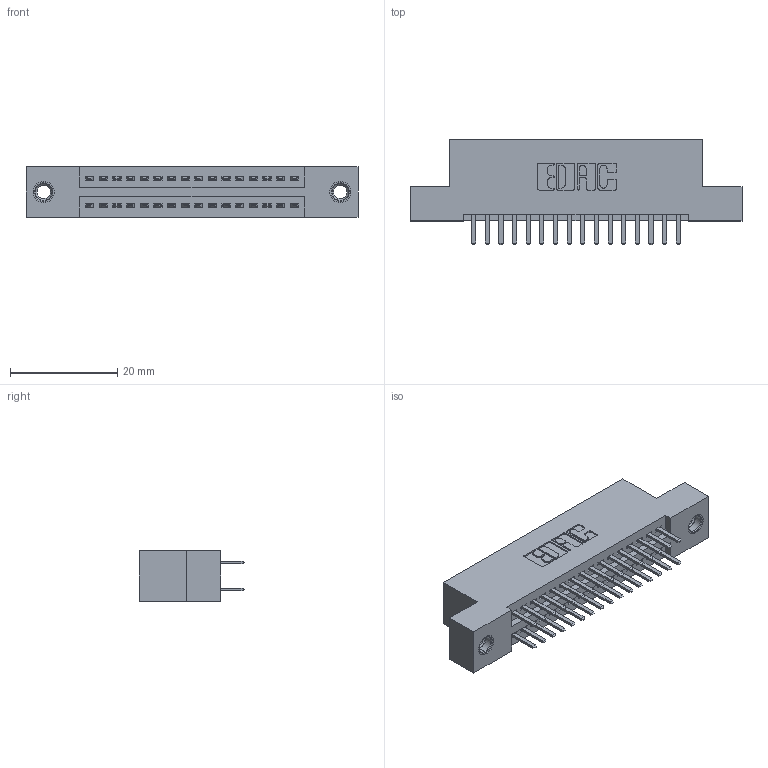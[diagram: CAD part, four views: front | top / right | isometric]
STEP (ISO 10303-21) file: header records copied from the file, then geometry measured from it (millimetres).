
FILE_DESCRIPTION (( 'STEP AP203' ), '1' );
FILE_NAME ('395-032-520-207.STEP', '2018-11-12T17:36:28', ( '' ), ( '' ), 'SwSTEP 2.0', 'SolidWorks 2016', '' );
FILE_SCHEMA (( 'CONFIG_CONTROL_DESIGN' ));
Length unit declared in the file: inch
Products named in the file (4): 345-292-001_345-293-120; 345 Part_Flush Mounting Lugs - 0.156 Dia-TI; 345-250-001_345-250-005-103; 395-032-520-207
Assembly tree (35 placements, depth 2):
  395-032-520-207
    345 Part_Flush Mounting Lugs - 0.156 Dia-TI
    345-292-001_345-293-120  x32
    345-250-001_345-250-005-103  x2
Bounding box: 61.85 x 19.68 x 9.4 mm (x, y, z)
Volume: 5739.1 mm3; surface area: 7977.8 mm2
Topology: 35 solids, 35 shells, 1914 faces, 5501 edges, 3574 vertices
Faces by surface type: plane 1232, cylinder 666, cone 12, torus 4
Entity records: 17354 total; most frequent: CARTESIAN_POINT 2927, ORIENTED_EDGE 2842, DIRECTION 2627, EDGE_CURVE 1421, VECTOR 1201, LINE 1201, VERTEX_POINT 940, AXIS2_PLACEMENT_3D 713
